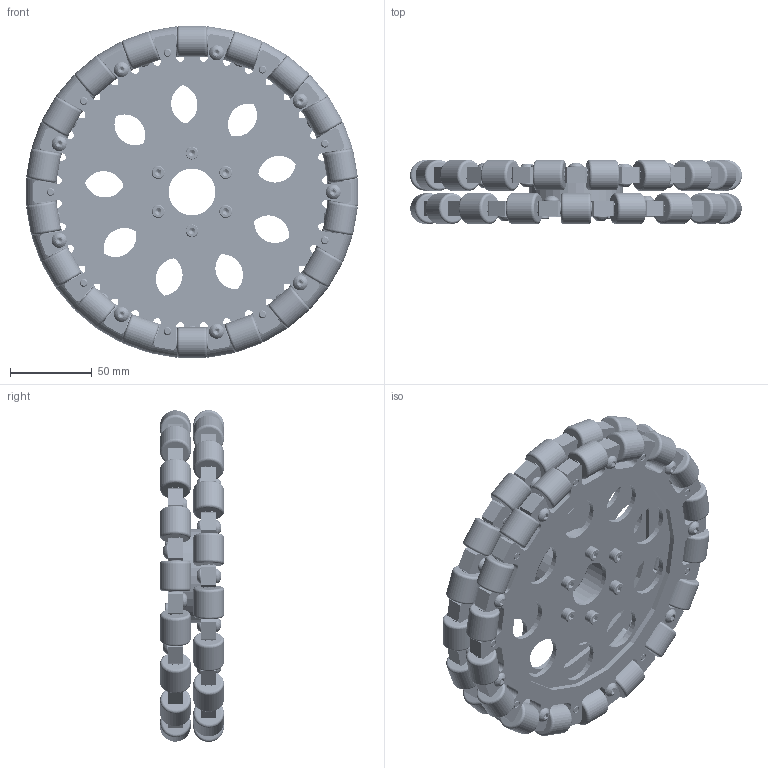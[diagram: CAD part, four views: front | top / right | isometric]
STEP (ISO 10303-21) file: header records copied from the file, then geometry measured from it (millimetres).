
FILE_DESCRIPTION (( 'STEP AP214' ), '1' );
FILE_NAME ('am-0559 8in Dual Aluminum Omni.STEP', '2016-09-26T13:44:50', ( '' ), ( '' ), 'SwSTEP 2.0', 'SolidWorks 2014', '' );
FILE_SCHEMA (( 'AUTOMOTIVE_DESIGN' ));
Length unit declared in the file: inch
Products named in the file (11): SHCS 0.19-32 x 0.75 x 0.75 HX C_HX-SHCS 0.19-32x0.75x0.75-C; 8 Dual Aluminum Spacer ; 8 Aluminum Omni; BHCS 0.19-24 x 0.375 HX C_SBHCSCREW 0.19-24x0.375-HX-C; Omni roller; Axel Omni; Bushing Omni; Roller Rubber Omni; 8 Aluminum Omni Outer Plate; 8 Aluminum Omni Inner Plate; am-0559 8in Dual Aluminum Omni
Assembly tree (58 placements, depth 4):
  am-0559 8in Dual Aluminum Omni
    8 Aluminum Omni  x2
      8 Aluminum Omni Inner Plate
      8 Aluminum Omni Outer Plate
      Omni roller
        Roller Rubber Omni
        Bushing Omni  x2
        Axel Omni
      BHCS 0.19-24 x 0.375 HX C_SBHCSCREW 0.19-24x0.375-HX-C
    8 Dual Aluminum Spacer 
    SHCS 0.19-32 x 0.75 x 0.75 HX C_HX-SHCS 0.19-32x0.75x0.75-C  x12
Bounding box: 202.86 x 39.03 x 202.86 mm (x, y, z)
Volume: 434315.3 mm3; surface area: 293833.5 mm2
Topology: 199 solids, 199 shells, 4560 faces, 10870 edges, 6780 vertices
Faces by surface type: plane 2030, cylinder 1490, torus 744, cone 224, sphere 72
Entity records: 24539 total; most frequent: DIRECTION 4181, CARTESIAN_POINT 4102, ORIENTED_EDGE 4018, EDGE_CURVE 2009, AXIS2_PLACEMENT_3D 1403, VECTOR 1375, LINE 1375, VERTEX_POINT 1324
